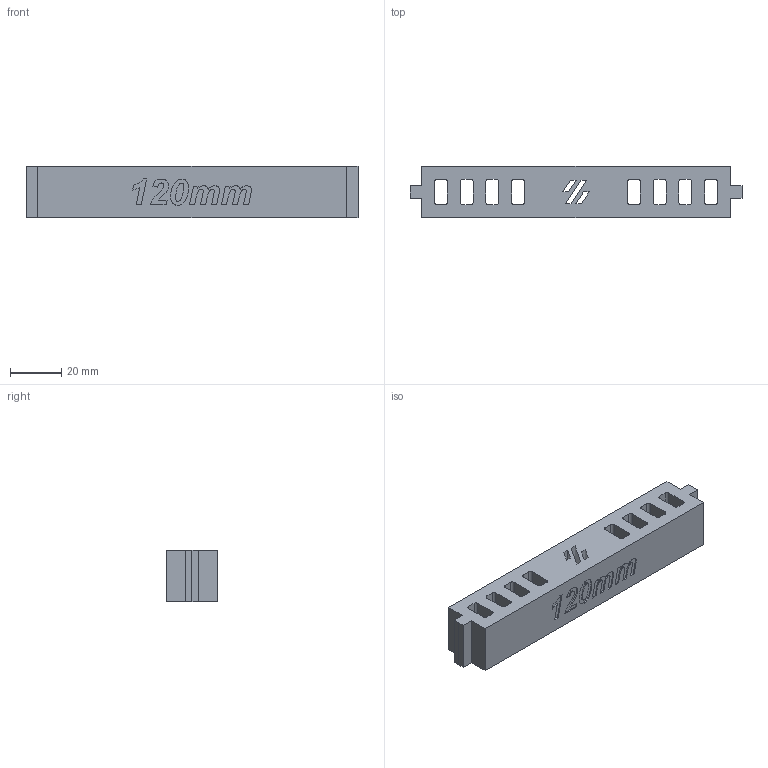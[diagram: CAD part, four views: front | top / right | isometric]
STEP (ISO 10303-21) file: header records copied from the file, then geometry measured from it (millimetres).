
FILE_DESCRIPTION(/* description */ (''),/* implementation_level */ '2;1');
FILE_NAME(/* name */ 'Gantry Support.step',/* time_stamp */ '2023-03-12T18:42:39-05:00',/* author */ (''),/* organization */ (''),/* preprocessor_version */ 'ST-DEVELOPER v19.2',/* originating_system */ 'Autodesk Translation Framework v11.17.0.187',/* authorisation */ '');
FILE_SCHEMA (('AUTOMOTIVE_DESIGN { 1 0 10303 214 3 1 1 }'));
Length unit declared in the file: millimetre
Products named in the file (1): (Unsaved)
Bounding box: 129 x 20 x 20 mm (x, y, z)
Volume: 40039.5 mm3; surface area: 15883.7 mm2
Topology: 1 solids, 1 shells, 329 faces, 945 edges, 630 vertices
Faces by surface type: bspline 164, plane 133, cylinder 32
Entity records: 12320 total; most frequent: CARTESIAN_POINT 4693, ORIENTED_EDGE 1890, DIRECTION 1013, EDGE_CURVE 945, VERTEX_POINT 630, LINE 553, VECTOR 553, EDGE_LOOP 363
